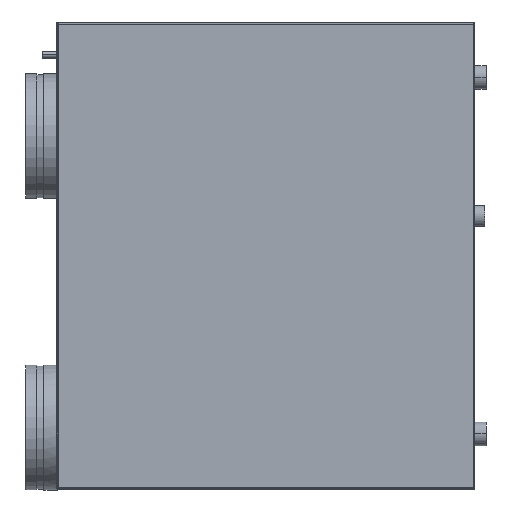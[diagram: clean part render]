
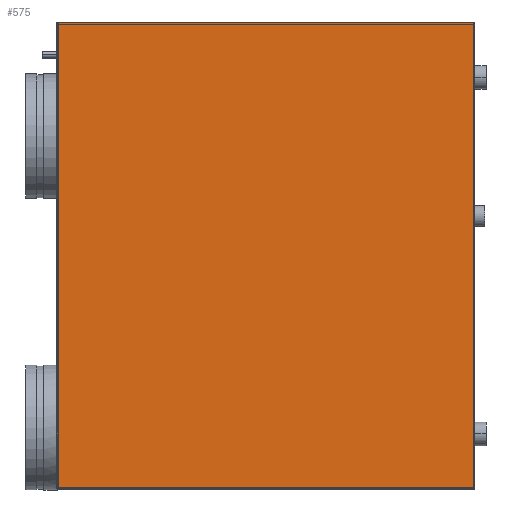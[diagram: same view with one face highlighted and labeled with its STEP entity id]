
A CAD part, left-side view. The second image highlights one B-rep face of the part: STEP entity #575.
In plain terms, the highlighted planar face has unit normal (-1, 0, 0).
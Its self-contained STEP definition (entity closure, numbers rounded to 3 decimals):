
#52 = ORIENTED_EDGE ( 'NONE', *, *, #665, .T. ) ;
#53 = ORIENTED_EDGE ( 'NONE', *, *, #377, .T. ) ;
#55 = ORIENTED_EDGE ( 'NONE', *, *, #171, .T. ) ;
#58 = ORIENTED_EDGE ( 'NONE', *, *, #22852, .F. ) ;
#171 = EDGE_CURVE ( 'NONE', #22848, #474, #6676, .T. ) ;
#337 = VERTEX_POINT ( 'NONE', #7123 ) ;
#348 = VERTEX_POINT ( 'NONE', #7155 ) ;
#377 = EDGE_CURVE ( 'NONE', #474, #337, #7282, .T. ) ;
#397 = ORIENTED_EDGE ( 'NONE', *, *, #416, .T. ) ;
#403 = ORIENTED_EDGE ( 'NONE', *, *, #22835, .T. ) ;
#407 = ORIENTED_EDGE ( 'NONE', *, *, #594, .F. ) ;
#409 = ORIENTED_EDGE ( 'NONE', *, *, #456, .T. ) ;
#416 = EDGE_CURVE ( 'NONE', #583, #22833, #7369, .T. ) ;
#456 = EDGE_CURVE ( 'NONE', #22819, #348, #7443, .T. ) ;
#474 = VERTEX_POINT ( 'NONE', #7476 ) ;
#551 = EDGE_LOOP ( 'NONE', ( #407, #397, #403, #409, #58, #55, #53, #52 ) ) ;
#575 = ADVANCED_FACE ( 'NONE', ( #7663 ), #7661, .T. ) ;
#583 = VERTEX_POINT ( 'NONE', #7713 ) ;
#587 = VERTEX_POINT ( 'NONE', #7712 ) ;
#594 = EDGE_CURVE ( 'NONE', #583, #587, #7701, .T. ) ;
#665 = EDGE_CURVE ( 'NONE', #337, #587, #7838, .T. ) ;
#6673 = DIRECTION ( 'NONE',  ( 0., 0., 1. ) ) ;
#6674 = VECTOR ( 'NONE', #6673, 1000. ) ;
#6675 = CARTESIAN_POINT ( 'NONE',  ( -220., 1.737, 337.5 ) ) ;
#6676 = LINE ( 'NONE', #6675, #6674 ) ;
#7123 = CARTESIAN_POINT ( 'NONE',  ( -220., 1.737, 335.763 ) ) ;
#7155 = CARTESIAN_POINT ( 'NONE',  ( -220., 601.263, -337.5 ) ) ;
#7279 = DIRECTION ( 'NONE',  ( 0., 0., 1. ) ) ;
#7280 = VECTOR ( 'NONE', #7279, 1000. ) ;
#7281 = CARTESIAN_POINT ( 'NONE',  ( -220., 1.737, 337.5 ) ) ;
#7282 = LINE ( 'NONE', #7281, #7280 ) ;
#7366 = DIRECTION ( 'NONE',  ( 0., 0., -1. ) ) ;
#7367 = VECTOR ( 'NONE', #7366, 1000. ) ;
#7368 = CARTESIAN_POINT ( 'NONE',  ( -220., 601.263, 337.5 ) ) ;
#7369 = LINE ( 'NONE', #7368, #7367 ) ;
#7440 = DIRECTION ( 'NONE',  ( 0., 0., -1. ) ) ;
#7441 = VECTOR ( 'NONE', #7440, 1000. ) ;
#7442 = CARTESIAN_POINT ( 'NONE',  ( -220., 601.263, 337.5 ) ) ;
#7443 = LINE ( 'NONE', #7442, #7441 ) ;
#7476 = CARTESIAN_POINT ( 'NONE',  ( -220., 1.737, -335.763 ) ) ;
#7657 = DIRECTION ( 'NONE',  ( 0., -1., 0. ) ) ;
#7658 = DIRECTION ( 'NONE',  ( -1., 0., 0. ) ) ;
#7659 = CARTESIAN_POINT ( 'NONE',  ( -220., 1., 337.5 ) ) ;
#7660 = AXIS2_PLACEMENT_3D ( 'NONE', #7659, #7658, #7657 ) ;
#7661 = PLANE ( 'NONE',  #7660 ) ;
#7663 = FACE_OUTER_BOUND ( 'NONE', #551, .T. ) ;
#7698 = DIRECTION ( 'NONE',  ( 0., -1., 0. ) ) ;
#7699 = VECTOR ( 'NONE', #7698, 1000. ) ;
#7700 = CARTESIAN_POINT ( 'NONE',  ( -220., 1., 337.5 ) ) ;
#7701 = LINE ( 'NONE', #7700, #7699 ) ;
#7712 = CARTESIAN_POINT ( 'NONE',  ( -220., 1.737, 337.5 ) ) ;
#7713 = CARTESIAN_POINT ( 'NONE',  ( -220., 601.263, 337.5 ) ) ;
#7835 = DIRECTION ( 'NONE',  ( 0., 0., 1. ) ) ;
#7836 = VECTOR ( 'NONE', #7835, 1000. ) ;
#7837 = CARTESIAN_POINT ( 'NONE',  ( -220., 1.737, 337.5 ) ) ;
#7838 = LINE ( 'NONE', #7837, #7836 ) ;
#22118 = CARTESIAN_POINT ( 'NONE',  ( -220., 601.263, 337.5 ) ) ;
#22119 = LINE ( 'NONE', #22118, #22369 ) ;
#22122 = CARTESIAN_POINT ( 'NONE',  ( -220., 601.263, 335.763 ) ) ;
#22337 = CARTESIAN_POINT ( 'NONE',  ( -220., 601.263, -335.763 ) ) ;
#22368 = DIRECTION ( 'NONE',  ( 0., 0., -1. ) ) ;
#22369 = VECTOR ( 'NONE', #22368, 1000. ) ;
#22404 = DIRECTION ( 'NONE',  ( 0., 1., 0. ) ) ;
#22405 = VECTOR ( 'NONE', #22404, 1000. ) ;
#22406 = CARTESIAN_POINT ( 'NONE',  ( -220., 603., -337.5 ) ) ;
#22407 = LINE ( 'NONE', #22406, #22405 ) ;
#22409 = CARTESIAN_POINT ( 'NONE',  ( -220., 1.737, -337.5 ) ) ;
#22819 = VERTEX_POINT ( 'NONE', #22337 ) ;
#22833 = VERTEX_POINT ( 'NONE', #22122 ) ;
#22835 = EDGE_CURVE ( 'NONE', #22833, #22819, #22119, .T. ) ;
#22848 = VERTEX_POINT ( 'NONE', #22409 ) ;
#22852 = EDGE_CURVE ( 'NONE', #22848, #348, #22407, .T. ) ;
